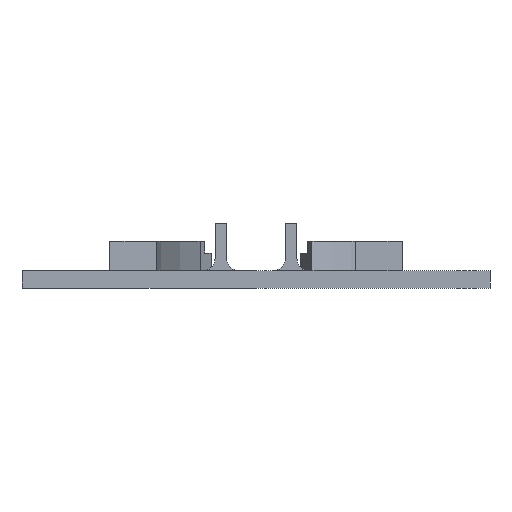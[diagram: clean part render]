
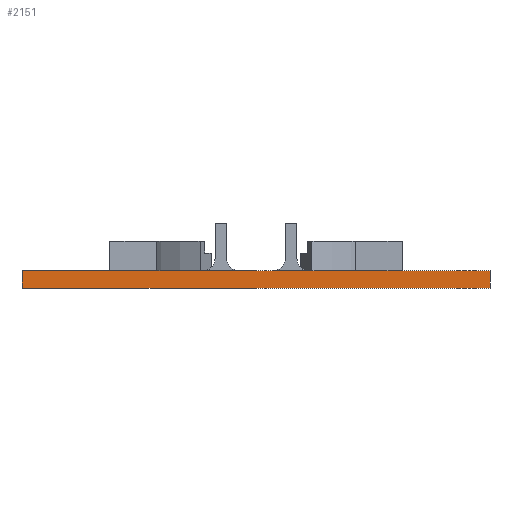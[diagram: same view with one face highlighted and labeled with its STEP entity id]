
A CAD part, left-side view. The second image highlights one B-rep face of the part: STEP entity #2151.
In plain terms, the highlighted planar face has unit normal (-1, 0, 0).
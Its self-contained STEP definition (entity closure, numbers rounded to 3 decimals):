
#40 = VECTOR ( 'NONE', #68, 1000. ) ;
#48 = VERTEX_POINT ( 'NONE', #759 ) ;
#58 = EDGE_CURVE ( 'NONE', #3082, #184, #3095, .T. ) ;
#68 = DIRECTION ( 'NONE',  ( 0., -1., 0. ) ) ;
#184 = VERTEX_POINT ( 'NONE', #364 ) ;
#231 = DIRECTION ( 'NONE',  ( 0., 0., -1. ) ) ;
#364 = CARTESIAN_POINT ( 'NONE',  ( 0., 0., 0. ) ) ;
#431 = LINE ( 'NONE', #2232, #2717 ) ;
#448 = CARTESIAN_POINT ( 'NONE',  ( 0., 80., 0. ) ) ;
#507 = DIRECTION ( 'NONE',  ( 1., 0., 0. ) ) ;
#580 = CARTESIAN_POINT ( 'NONE',  ( 0., 0., 3. ) ) ;
#653 = EDGE_CURVE ( 'NONE', #48, #3082, #2403, .T. ) ;
#692 = ORIENTED_EDGE ( 'NONE', *, *, #848, .T. ) ;
#704 = ORIENTED_EDGE ( 'NONE', *, *, #653, .F. ) ;
#718 = DIRECTION ( 'NONE',  ( 0., -1., 0. ) ) ;
#721 = DIRECTION ( 'NONE',  ( 0., 0., -1. ) ) ;
#759 = CARTESIAN_POINT ( 'NONE',  ( 0., 80., 3. ) ) ;
#848 = EDGE_CURVE ( 'NONE', #1506, #184, #2068, .T. ) ;
#1017 = CARTESIAN_POINT ( 'NONE',  ( 0., 0., 3. ) ) ;
#1282 = EDGE_CURVE ( 'NONE', #48, #1506, #431, .T. ) ;
#1506 = VERTEX_POINT ( 'NONE', #448 ) ;
#1712 = ORIENTED_EDGE ( 'NONE', *, *, #1282, .T. ) ;
#2068 = LINE ( 'NONE', #2275, #3341 ) ;
#2132 = EDGE_LOOP ( 'NONE', ( #692, #2700, #704, #1712 ) ) ;
#2151 = ADVANCED_FACE ( 'NONE', ( #2857 ), #2326, .F. ) ;
#2225 = AXIS2_PLACEMENT_3D ( 'NONE', #1017, #507, #231 ) ;
#2232 = CARTESIAN_POINT ( 'NONE',  ( 0., 80., 3. ) ) ;
#2275 = CARTESIAN_POINT ( 'NONE',  ( 0., 0., 0. ) ) ;
#2326 = PLANE ( 'NONE',  #2225 ) ;
#2403 = LINE ( 'NONE', #580, #40 ) ;
#2700 = ORIENTED_EDGE ( 'NONE', *, *, #58, .F. ) ;
#2717 = VECTOR ( 'NONE', #3310, 1000. ) ;
#2847 = CARTESIAN_POINT ( 'NONE',  ( 0., 0., 3. ) ) ;
#2857 = FACE_OUTER_BOUND ( 'NONE', #2132, .T. ) ;
#3082 = VERTEX_POINT ( 'NONE', #3179 ) ;
#3095 = LINE ( 'NONE', #2847, #3296 ) ;
#3179 = CARTESIAN_POINT ( 'NONE',  ( 0., 0., 3. ) ) ;
#3296 = VECTOR ( 'NONE', #721, 1000. ) ;
#3310 = DIRECTION ( 'NONE',  ( 0., 0., -1. ) ) ;
#3341 = VECTOR ( 'NONE', #718, 1000. ) ;
